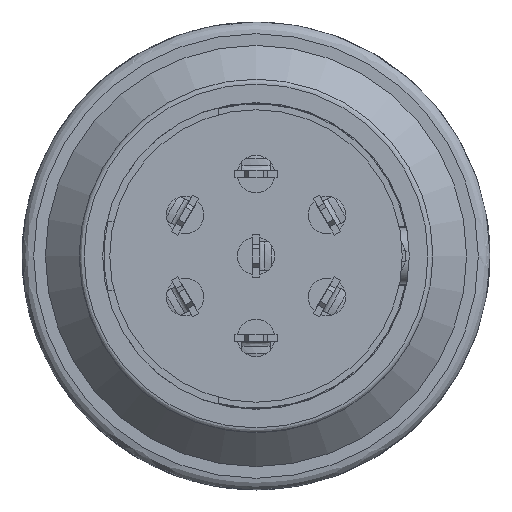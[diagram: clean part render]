
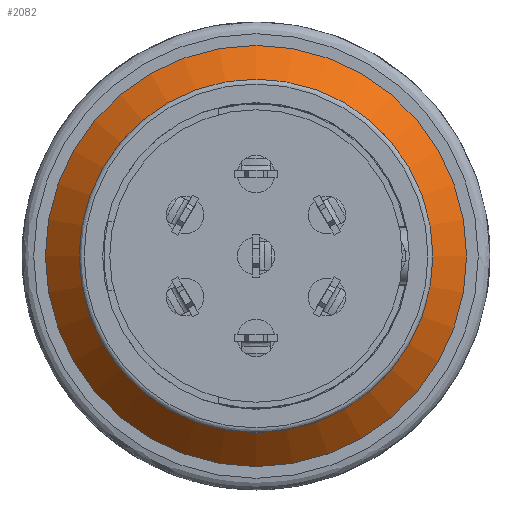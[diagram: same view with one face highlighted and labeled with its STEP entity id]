
A CAD part, left-side view. The second image highlights one B-rep face of the part: STEP entity #2082.
In plain terms, the highlighted conical face has half-angle 45 degrees and reference radius 7.55 mm.
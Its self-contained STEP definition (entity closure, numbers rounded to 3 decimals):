
#1522=CONICAL_SURFACE('',#11876,7.55,45.);
#1561=FACE_BOUND('',#3207,.T.);
#1562=FACE_BOUND('',#3208,.T.);
#2082=ADVANCED_FACE('',(#1561,#1562),#1522,.T.);
#3207=EDGE_LOOP('',(#6243));
#3208=EDGE_LOOP('',(#6244));
#5845=CIRCLE('',#11873,7.55);
#5846=CIRCLE('',#11875,9.);
#6243=ORIENTED_EDGE('',*,*,#10182,.T.);
#6244=ORIENTED_EDGE('',*,*,#10183,.F.);
#9170=VERTEX_POINT('',#16566);
#9171=VERTEX_POINT('',#16569);
#10182=EDGE_CURVE('',#9170,#9170,#5845,.T.);
#10183=EDGE_CURVE('',#9171,#9171,#5846,.T.);
#11873=AXIS2_PLACEMENT_3D('',#16565,#12583,#12584);
#11875=AXIS2_PLACEMENT_3D('',#16568,#12587,#12588);
#11876=AXIS2_PLACEMENT_3D('',#16570,#12589,#12590);
#12583=DIRECTION('',(1.,0.,0.));
#12584=DIRECTION('',(0.,-1.,0.));
#12587=DIRECTION('',(1.,0.,0.));
#12588=DIRECTION('',(0.,-1.,0.));
#12589=DIRECTION('',(1.,0.,0.));
#12590=DIRECTION('',(0.,-1.,0.));
#16565=CARTESIAN_POINT('',(-1.45,0.,0.));
#16566=CARTESIAN_POINT('',(-1.45,-7.55,0.));
#16568=CARTESIAN_POINT('',(0.,0.,0.));
#16569=CARTESIAN_POINT('',(0.,-9.,0.));
#16570=CARTESIAN_POINT('',(-1.45,0.,0.));
